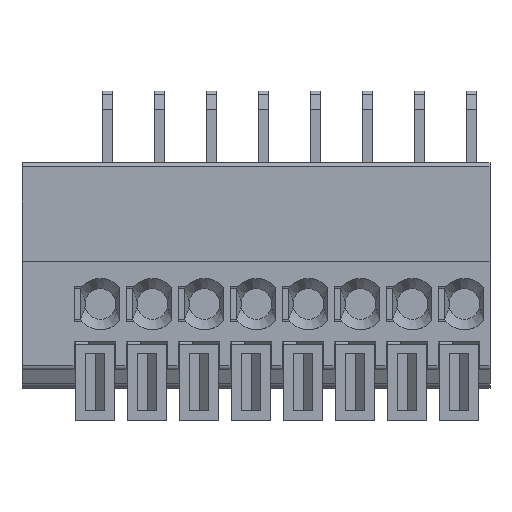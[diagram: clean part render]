
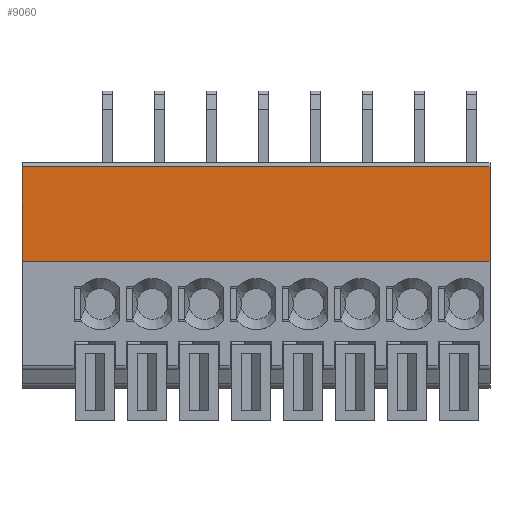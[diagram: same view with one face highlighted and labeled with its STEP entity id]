
A CAD part, left-side view. The second image highlights one B-rep face of the part: STEP entity #9060.
In plain terms, the highlighted planar face has unit normal (-1, 0, 0).
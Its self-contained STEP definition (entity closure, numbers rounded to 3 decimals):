
#405=DIRECTION('',(0.,1.,0.));
#406=VECTOR('',#405,22.86);
#407=CARTESIAN_POINT('',(-13.5,-17.78,-4.8));
#408=LINE('',#407,#406);
#409=DIRECTION('',(0.,1.,0.));
#410=VECTOR('',#409,22.86);
#411=CARTESIAN_POINT('',(-13.5,-17.78,-0.2));
#412=LINE('',#411,#410);
#2072=DIRECTION('',(0.,0.,1.));
#2073=VECTOR('',#2072,4.6);
#2074=CARTESIAN_POINT('',(-13.5,-17.78,-4.8));
#2075=LINE('',#2074,#2073);
#2896=DIRECTION('',(0.,0.,1.));
#2897=VECTOR('',#2896,4.6);
#2898=CARTESIAN_POINT('',(-13.5,5.08,-4.8));
#2899=LINE('',#2898,#2897);
#6931=CARTESIAN_POINT('',(-13.5,5.08,-4.8));
#6932=VERTEX_POINT('',#6931);
#6933=CARTESIAN_POINT('',(-13.5,5.08,-0.2));
#6934=VERTEX_POINT('',#6933);
#8126=CARTESIAN_POINT('',(-13.5,-17.78,-4.8));
#8128=VERTEX_POINT('',#8126);
#8129=CARTESIAN_POINT('',(-13.5,-17.78,-0.2));
#8130=VERTEX_POINT('',#8129);
#9046=CARTESIAN_POINT('',(-13.5,0.,-4.8));
#9047=DIRECTION('',(-1.,0.,0.));
#9048=DIRECTION('',(0.,0.,1.));
#9049=AXIS2_PLACEMENT_3D('',#9046,#9047,#9048);
#9050=PLANE('',#9049);
#9052=ORIENTED_EDGE('',*,*,#9051,.F.);
#9054=ORIENTED_EDGE('',*,*,#9053,.F.);
#9055=ORIENTED_EDGE('',*,*,#9036,.T.);
#9057=ORIENTED_EDGE('',*,*,#9056,.T.);
#9058=EDGE_LOOP('',(#9052,#9054,#9055,#9057));
#9059=FACE_OUTER_BOUND('',#9058,.F.);
#9036=EDGE_CURVE('',#8128,#6932,#408,.T.);
#9051=EDGE_CURVE('',#8130,#6934,#412,.T.);
#9053=EDGE_CURVE('',#8128,#8130,#2075,.T.);
#9056=EDGE_CURVE('',#6932,#6934,#2899,.T.);
#9060=ADVANCED_FACE('',(#9059),#9050,.T.);
